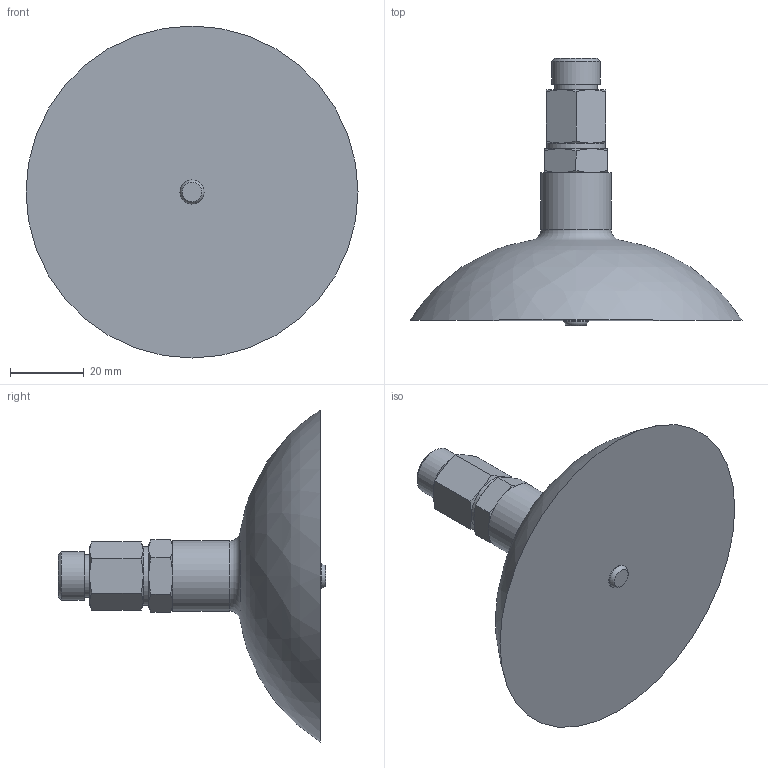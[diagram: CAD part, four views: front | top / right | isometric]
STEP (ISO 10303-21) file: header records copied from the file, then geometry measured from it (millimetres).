
FILE_DESCRIPTION(/* description */ (''),/* implementation_level */ '2;1');
FILE_NAME(/* name */ 'vc90nit_racval13.stp',/* time_stamp */ '2020-09-21T16:20:11+02:00',/* author */ ('enginyeria'),/* organization */ (''),/* preprocessor_version */ 'ST-DEVELOPER v17.2',/* originating_system */ 'Autodesk Inventor 2019',/* authorisation */ '');
FILE_SCHEMA (('CONFIG_CONTROL_DESIGN'));
Length unit declared in the file: millimetre
Products named in the file (1): vc90nit_racval13
Bounding box: 90 x 72.47 x 90 mm (x, y, z)
Volume: 94131.2 mm3; surface area: 17443.8 mm2
Topology: 1 solids, 1 shells, 56 faces, 129 edges, 82 vertices
Faces by surface type: cone 27, plane 21, cylinder 5, torus 2, bspline 1
Full cylindrical faces by diameter (mm): 7 x1, 11.445 x1, 13.157 x1, 15.998 x1, 19 x1
Entity records: 1686 total; most frequent: CARTESIAN_POINT 390, ORIENTED_EDGE 258, DIRECTION 254, EDGE_CURVE 129, AXIS2_PLACEMENT_3D 117, VERTEX_POINT 82, EDGE_LOOP 63, CIRCLE 61
